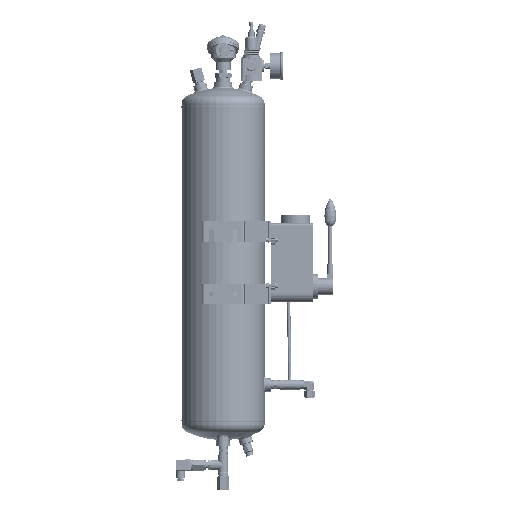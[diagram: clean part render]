
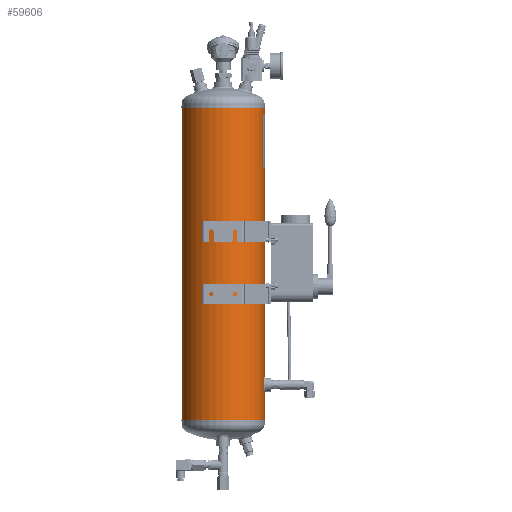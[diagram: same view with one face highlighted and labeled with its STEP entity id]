
A CAD part, left-side view. The second image highlights one B-rep face of the part: STEP entity #59606.
In plain terms, the highlighted cylindrical face has radius 100 mm (diameter 200 mm), a partial arc.
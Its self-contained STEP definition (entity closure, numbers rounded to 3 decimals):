
#3874=B_SPLINE_CURVE_WITH_KNOTS('',3,(#93264,#93265,#93266,#93267,#93268,
#93269,#93270,#93271,#93272,#93273,#93274),.UNSPECIFIED.,.T.,.F.,(1,1,1,
1,1,1,1,1,1,1,1,1,1,1,1),(-0.012,-0.008,-0.004,
0.,0.004,0.008,0.012,0.016,
0.02,0.023,0.027,0.031,
0.035,0.039,0.043),.UNSPECIFIED.);
#3875=B_SPLINE_CURVE_WITH_KNOTS('',3,(#93276,#93277,#93278,#93279,#93280,
#93281,#93282,#93283,#93284,#93285,#93286),.UNSPECIFIED.,.T.,.F.,(1,1,1,
1,1,1,1,1,1,1,1,1,1,1,1),(-0.012,-0.008,-0.004,
0.,0.004,0.008,0.012,0.016,
0.02,0.023,0.027,0.031,
0.035,0.039,0.043),.UNSPECIFIED.);
#3876=B_SPLINE_CURVE_WITH_KNOTS('',3,(#93288,#93289,#93290,#93291,#93292,
#93293,#93294,#93295,#93296,#93297,#93298,#93299,#93300,#93301,#93302,#93303,
#93304,#93305,#93306),.UNSPECIFIED.,.T.,.F.,(1,1,1,1,1,1,1,1,1,1,1,1,1,
1,1,1,1,1,1,1,1,1,1),(-0.018,-0.012,-0.006,
0.,0.006,0.012,0.018,
0.023,0.029,0.035,0.041,
0.047,0.053,0.059,0.065,
0.07,0.076,0.082,0.088,
0.094,0.1,0.106,0.112),
 .UNSPECIFIED.);
#6304=LINE('',#93308,#10268);
#6305=LINE('',#93313,#10269);
#10268=VECTOR('',#76973,1000.);
#10269=VECTOR('',#76976,1000.);
#14237=ORIENTED_EDGE('',*,*,#31995,.T.);
#14238=ORIENTED_EDGE('',*,*,#31996,.T.);
#14239=ORIENTED_EDGE('',*,*,#31997,.T.);
#14240=ORIENTED_EDGE('',*,*,#31998,.T.);
#14241=ORIENTED_EDGE('',*,*,#31999,.T.);
#14242=ORIENTED_EDGE('',*,*,#32000,.F.);
#14243=ORIENTED_EDGE('',*,*,#32001,.F.);
#31995=EDGE_CURVE('',#40874,#40874,#3874,.T.);
#31996=EDGE_CURVE('',#40875,#40875,#3875,.T.);
#31997=EDGE_CURVE('',#40876,#40876,#3876,.T.);
#31998=EDGE_CURVE('',#40877,#40878,#6304,.T.);
#31999=EDGE_CURVE('',#40878,#40879,#47053,.T.);
#32000=EDGE_CURVE('',#40880,#40879,#6305,.T.);
#32001=EDGE_CURVE('',#40877,#40880,#47054,.T.);
#40874=VERTEX_POINT('',#93275);
#40875=VERTEX_POINT('',#93287);
#40876=VERTEX_POINT('',#93307);
#40877=VERTEX_POINT('',#93309);
#40878=VERTEX_POINT('',#93310);
#40879=VERTEX_POINT('',#93312);
#40880=VERTEX_POINT('',#93314);
#47053=CIRCLE('',#70824,100.);
#47054=CIRCLE('',#70825,100.);
#49167=EDGE_LOOP('',(#14237));
#49168=EDGE_LOOP('',(#14238));
#49169=EDGE_LOOP('',(#14239));
#49170=EDGE_LOOP('',(#14240,#14241,#14242,#14243));
#53929=FACE_BOUND('',#49167,.T.);
#53930=FACE_BOUND('',#49168,.T.);
#53931=FACE_BOUND('',#49169,.T.);
#53932=FACE_BOUND('',#49170,.T.);
#58689=CYLINDRICAL_SURFACE('',#70823,100.);
#59606=ADVANCED_FACE('',(#53929,#53930,#53931,#53932),#58689,.T.);
#70823=AXIS2_PLACEMENT_3D('',#93263,#76971,#76972);
#70824=AXIS2_PLACEMENT_3D('',#93311,#76974,#76975);
#70825=AXIS2_PLACEMENT_3D('',#93315,#76977,#76978);
#76971=DIRECTION('',(0.,-1.,0.));
#76972=DIRECTION('',(0.,0.,-1.));
#76973=DIRECTION('',(0.,-1.,0.));
#76974=DIRECTION('',(0.,1.,0.));
#76975=DIRECTION('',(1.,0.,0.));
#76976=DIRECTION('',(0.,-1.,0.));
#76977=DIRECTION('',(0.,1.,0.));
#76978=DIRECTION('',(1.,0.,0.));
#93263=CARTESIAN_POINT('',(0.,750.,0.));
#93264=CARTESIAN_POINT('',(-3.915,48.922,-99.938));
#93265=CARTESIAN_POINT('',(-5.542,44.999,-99.844));
#93266=CARTESIAN_POINT('',(-3.916,41.082,-99.938));
#93267=CARTESIAN_POINT('',(-0.004,39.46,-100.031));
#93268=CARTESIAN_POINT('',(3.917,41.079,-99.938));
#93269=CARTESIAN_POINT('',(5.54,44.999,-99.844));
#93270=CARTESIAN_POINT('',(3.922,48.913,-99.937));
#93271=CARTESIAN_POINT('',(0.006,50.541,-100.031));
#93272=CARTESIAN_POINT('',(-3.915,48.922,-99.938));
#93273=CARTESIAN_POINT('',(-5.542,44.999,-99.844));
#93274=CARTESIAN_POINT('',(-3.916,41.082,-99.938));
#93275=CARTESIAN_POINT('',(-5.,45.,-99.875));
#93276=CARTESIAN_POINT('',(-3.915,158.922,-99.938));
#93277=CARTESIAN_POINT('',(-5.542,154.999,-99.844));
#93278=CARTESIAN_POINT('',(-3.916,151.082,-99.938));
#93279=CARTESIAN_POINT('',(-0.004,149.46,-100.031));
#93280=CARTESIAN_POINT('',(3.917,151.079,-99.938));
#93281=CARTESIAN_POINT('',(5.54,154.999,-99.844));
#93282=CARTESIAN_POINT('',(3.922,158.913,-99.937));
#93283=CARTESIAN_POINT('',(0.006,160.541,-100.031));
#93284=CARTESIAN_POINT('',(-3.915,158.922,-99.938));
#93285=CARTESIAN_POINT('',(-5.542,154.999,-99.844));
#93286=CARTESIAN_POINT('',(-3.916,151.082,-99.938));
#93287=CARTESIAN_POINT('',(-5.,155.,-99.875));
#93288=CARTESIAN_POINT('',(-98.994,672.42,14.208));
#93289=CARTESIAN_POINT('',(-98.806,666.495,15.395));
#93290=CARTESIAN_POINT('',(-98.993,660.6,14.214));
#93291=CARTESIAN_POINT('',(-99.436,655.617,10.88));
#93292=CARTESIAN_POINT('',(-99.878,652.286,5.9));
#93293=CARTESIAN_POINT('',(-100.061,651.109,0.009));
#93294=CARTESIAN_POINT('',(-99.879,652.279,-5.887));
#93295=CARTESIAN_POINT('',(-99.437,655.615,-10.879));
#93296=CARTESIAN_POINT('',(-98.992,660.601,-14.215));
#93297=CARTESIAN_POINT('',(-98.807,666.494,-15.391));
#93298=CARTESIAN_POINT('',(-98.992,672.387,-14.219));
#93299=CARTESIAN_POINT('',(-99.435,677.371,-10.892));
#93300=CARTESIAN_POINT('',(-99.877,680.709,-5.914));
#93301=CARTESIAN_POINT('',(-100.061,681.893,-0.013));
#93302=CARTESIAN_POINT('',(-99.878,680.72,5.889));
#93303=CARTESIAN_POINT('',(-99.437,677.387,10.874));
#93304=CARTESIAN_POINT('',(-98.994,672.42,14.208));
#93305=CARTESIAN_POINT('',(-98.806,666.495,15.395));
#93306=CARTESIAN_POINT('',(-98.993,660.6,14.214));
#93307=CARTESIAN_POINT('',(-98.869,666.5,15.));
#93308=CARTESIAN_POINT('',(0.254,801.561,100.));
#93309=CARTESIAN_POINT('',(0.254,750.,100.));
#93310=CARTESIAN_POINT('',(0.254,0.,100.));
#93311=CARTESIAN_POINT('',(0.,0.,0.));
#93312=CARTESIAN_POINT('',(-0.254,0.,100.));
#93313=CARTESIAN_POINT('',(-0.254,801.561,100.));
#93314=CARTESIAN_POINT('',(-0.254,750.,100.));
#93315=CARTESIAN_POINT('',(0.,750.,0.));
